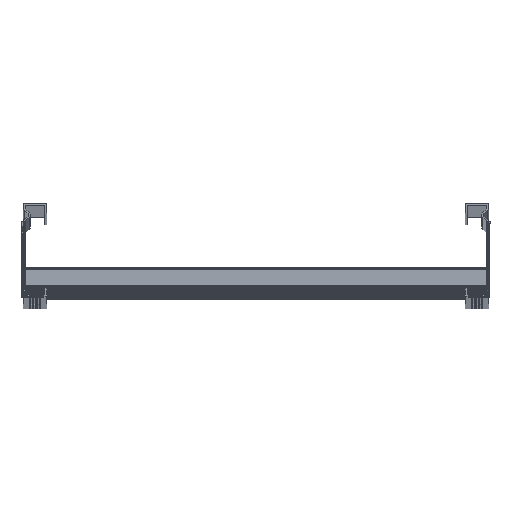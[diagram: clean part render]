
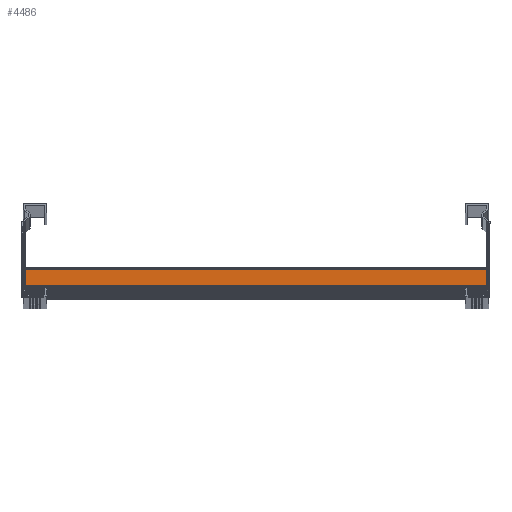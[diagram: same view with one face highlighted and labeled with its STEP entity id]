
A CAD part, top view. The second image highlights one B-rep face of the part: STEP entity #4486.
In plain terms, the highlighted face is planar.
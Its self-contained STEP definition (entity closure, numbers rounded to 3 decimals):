
#285 = LINE ( 'NONE', #26841, #13956 ) ;
#395 = VERTEX_POINT ( 'NONE', #20879 ) ;
#2358 = DIRECTION ( 'NONE',  ( 0., -1., 0. ) ) ;
#2491 = ORIENTED_EDGE ( 'NONE', *, *, #4959, .T. ) ;
#4381 = PLANE ( 'NONE',  #7598 ) ;
#4486 = ADVANCED_FACE ( 'NONE', ( #26142 ), #4381, .T. ) ;
#4959 = EDGE_CURVE ( 'NONE', #22615, #395, #21799, .T. ) ;
#6106 = CARTESIAN_POINT ( 'NONE',  ( 18., 15.5, 198.5 ) ) ;
#7598 = AXIS2_PLACEMENT_3D ( 'NONE', #23502, #9422, #26370 ) ;
#9141 = DIRECTION ( 'NONE',  ( 0., 0., -1. ) ) ;
#9210 = CARTESIAN_POINT ( 'NONE',  ( 18., 15.5, 198.5 ) ) ;
#9422 = DIRECTION ( 'NONE',  ( 1., 0., 0. ) ) ;
#11762 = CARTESIAN_POINT ( 'NONE',  ( 18., 2.5, 198.5 ) ) ;
#13956 = VECTOR ( 'NONE', #2358, 1000. ) ;
#14368 = DIRECTION ( 'NONE',  ( 0., 0., -1. ) ) ;
#16474 = CARTESIAN_POINT ( 'NONE',  ( 18., 15.5, -198.5 ) ) ;
#18759 = VECTOR ( 'NONE', #35054, 1000. ) ;
#20571 = VERTEX_POINT ( 'NONE', #16474 ) ;
#20879 = CARTESIAN_POINT ( 'NONE',  ( 18., 2.5, -198.5 ) ) ;
#21647 = VECTOR ( 'NONE', #14368, 1000. ) ;
#21799 = LINE ( 'NONE', #11762, #30313 ) ;
#22615 = VERTEX_POINT ( 'NONE', #32994 ) ;
#23273 = EDGE_CURVE ( 'NONE', #27005, #20571, #28899, .T. ) ;
#23446 = ORIENTED_EDGE ( 'NONE', *, *, #28404, .F. ) ;
#23502 = CARTESIAN_POINT ( 'NONE',  ( 18., 18., 198.5 ) ) ;
#23799 = EDGE_LOOP ( 'NONE', ( #23446, #33279, #30844, #2491 ) ) ;
#24096 = CARTESIAN_POINT ( 'NONE',  ( 18., 18., -198.5 ) ) ;
#24324 = EDGE_CURVE ( 'NONE', #27005, #22615, #285, .T. ) ;
#26142 = FACE_OUTER_BOUND ( 'NONE', #23799, .T. ) ;
#26370 = DIRECTION ( 'NONE',  ( 0., 0., -1. ) ) ;
#26841 = CARTESIAN_POINT ( 'NONE',  ( 18., 18., 198.5 ) ) ;
#27005 = VERTEX_POINT ( 'NONE', #9210 ) ;
#28404 = EDGE_CURVE ( 'NONE', #20571, #395, #31085, .T. ) ;
#28899 = LINE ( 'NONE', #6106, #21647 ) ;
#30313 = VECTOR ( 'NONE', #9141, 1000. ) ;
#30844 = ORIENTED_EDGE ( 'NONE', *, *, #24324, .T. ) ;
#31085 = LINE ( 'NONE', #24096, #18759 ) ;
#32994 = CARTESIAN_POINT ( 'NONE',  ( 18., 2.5, 198.5 ) ) ;
#33279 = ORIENTED_EDGE ( 'NONE', *, *, #23273, .F. ) ;
#35054 = DIRECTION ( 'NONE',  ( 0., -1., 0. ) ) ;
